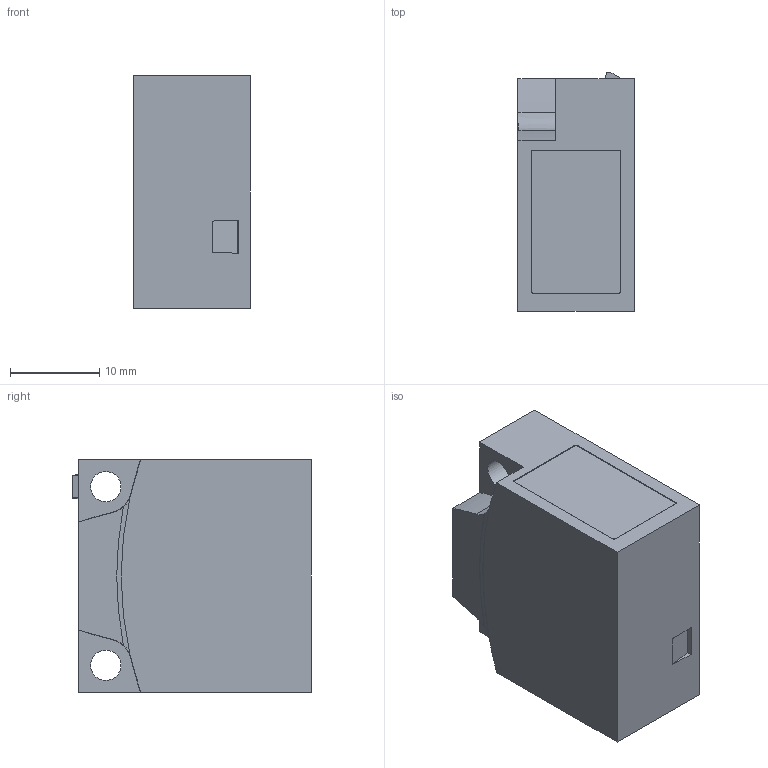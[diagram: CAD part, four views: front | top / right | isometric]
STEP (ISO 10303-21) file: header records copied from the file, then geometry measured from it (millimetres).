
FILE_DESCRIPTION(('STEP AP242'),'1');
FILE_NAME('tag_xghb221346_.stp','2019-12-10T12:54:15',('TraceParts'),('TraceParts S.A.'),'Spatial InterOp 3D',' ',' ');
FILE_SCHEMA(('AP242_MANAGED_MODEL_BASED_3D_ENGINEERING_MIM_LF {1 0 10303 442 1 1 4}'));
Length unit declared in the file: millimetre
Products named in the file (1): tag_xghb221346__1
Bounding box: 13 x 26.7 x 26 mm (x, y, z)
Surface area: 5580.7 mm2
Topology: 3 solids, 3 shells, 136 faces, 374 edges, 248 vertices
Faces by surface type: plane 66, cone 36, cylinder 24, torus 10
Entity records: 4640 total; most frequent: CARTESIAN_POINT 1171, ORIENTED_EDGE 748, DIRECTION 695, EDGE_CURVE 374, AXIS2_PLACEMENT_3D 252, VERTEX_POINT 248, LINE 191, VECTOR 191
